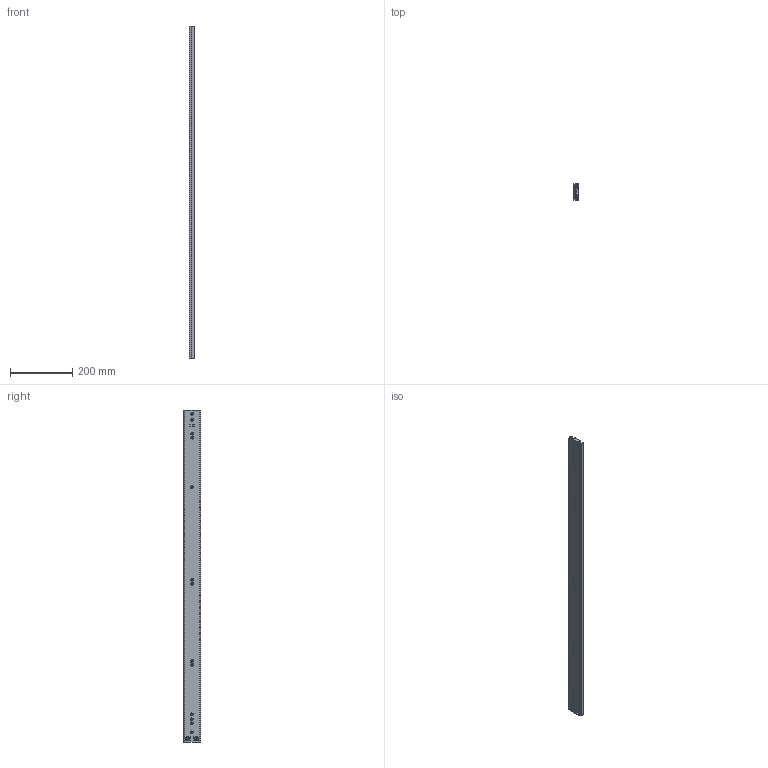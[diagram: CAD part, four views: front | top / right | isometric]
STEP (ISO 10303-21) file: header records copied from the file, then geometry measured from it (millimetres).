
FILE_DESCRIPTION (( 'STEP AP214' ), '1' );
FILE_NAME ('FR_5609_1066mm_0042inch_closed.STEP', '2022-10-12T11:29:27', ( '' ), ( '' ), 'SwSTEP 2.0', 'SolidWorks 2020', '' );
FILE_SCHEMA (( 'AUTOMOTIVE_DESIGN' ));
Length unit declared in the file: millimetre
Products named in the file (11): 5609.XXX-03.T055_NL 42; 5609 TRIGGER; 5609.XXX-01.T055_NL 42; 5609.XXX-02.T055_NL 42; FR5609 DETENT; 5609 MIDDLE STOP; 5210 RIVET_5050 Trigger Rivet; FR_5609_1066mm_0042inch_closed
Assembly tree (10 placements, depth 3):
  FR_5609_1066mm_0042inch_closed
    5609.XXX-01.T055_NL 42
      5609.XXX-01.T055_NL 42
      FR5609 DETENT
    5609.XXX-03.T055_NL 42
      5609.XXX-03.T055_NL 42
      5609 TRIGGER
      5210 RIVET_5050 Trigger Rivet
    5609.XXX-02.T055_NL 42
      5609.XXX-02.T055_NL 42
      5609 MIDDLE STOP
Bounding box: 19.1 x 55.98 x 1066.8 mm (x, y, z)
Volume: 395310.7 mm3; surface area: 469018.2 mm2
Topology: 7 solids, 7 shells, 1510 faces, 4282 edges, 2779 vertices
Faces by surface type: cylinder 832, plane 434, cone 226, torus 14, bspline 4
Entity records: 53069 total; most frequent: CARTESIAN_POINT 13379, ORIENTED_EDGE 8556, DIRECTION 8157, EDGE_CURVE 4278, AXIS2_PLACEMENT_3D 3136, VERTEX_POINT 2779, VECTOR 1885, LINE 1885
